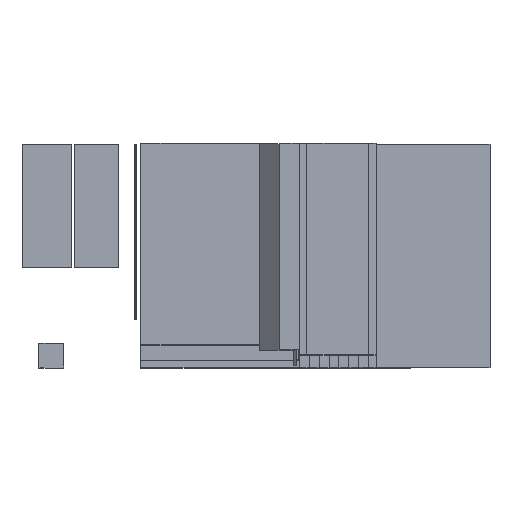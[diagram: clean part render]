
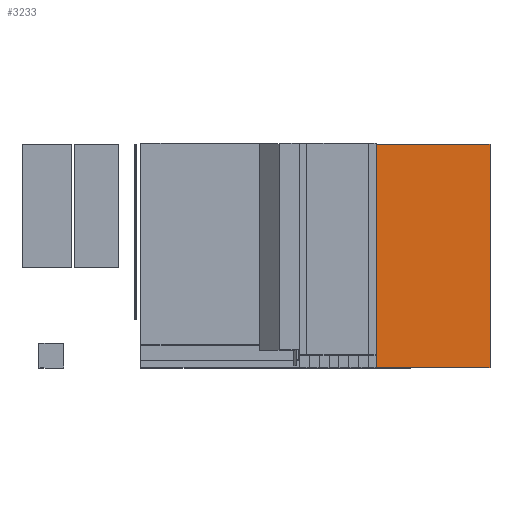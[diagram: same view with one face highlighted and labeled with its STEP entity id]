
A CAD part, top view. The second image highlights one B-rep face of the part: STEP entity #3233.
In plain terms, the highlighted planar face has unit normal (0, 0, 1).
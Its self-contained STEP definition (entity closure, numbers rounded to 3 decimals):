
#3233=ADVANCED_FACE('',(#6253),#6254,.T.);
#6253=FACE_OUTER_BOUND('',#10214,.T.);
#6254=PLANE('',#10215);
#10214=EDGE_LOOP('',(#14680,#14681,#14682,#14683));
#10215=AXIS2_PLACEMENT_3D('',#14684,#14685,#14686);
#14680=ORIENTED_EDGE('',*,*,#21520,.T.);
#14681=ORIENTED_EDGE('',*,*,#21586,.F.);
#14682=ORIENTED_EDGE('',*,*,#21587,.F.);
#14683=ORIENTED_EDGE('',*,*,#21588,.T.);
#14684=CARTESIAN_POINT('',(531.0,5.0,675.));
#14685=DIRECTION('',(0.,0.0,1.0));
#14686=DIRECTION('',(0.0,-1.0,0.0));
#21520=EDGE_CURVE('',#25388,#25386,#25389,.T.);
#21586=EDGE_CURVE('',#25491,#25386,#25492,.T.);
#21587=EDGE_CURVE('',#25493,#25491,#25494,.T.);
#21588=EDGE_CURVE('',#25493,#25388,#25495,.T.);
#25386=VERTEX_POINT('',#30665);
#25388=VERTEX_POINT('',#30668);
#25389=LINE('',#30669,#30670);
#25491=VERTEX_POINT('',#30819);
#25492=LINE('',#30820,#30821);
#25493=VERTEX_POINT('',#30822);
#25494=LINE('',#30823,#30824);
#25495=LINE('',#30825,#30826);
#30665=CARTESIAN_POINT('',(916.0,5.0,675.));
#30668=CARTESIAN_POINT('',(531.0,5.0,675.));
#30669=CARTESIAN_POINT('',(531.0,5.0,675.));
#30670=VECTOR('',#34941,1.0);
#30819=CARTESIAN_POINT('',(916.0,456.258,675.));
#30820=CARTESIAN_POINT('',(916.0,456.258,675.));
#30821=VECTOR('',#34989,1.0);
#30822=CARTESIAN_POINT('',(531.0,456.258,675.));
#30823=CARTESIAN_POINT('',(531.0,456.258,675.));
#30824=VECTOR('',#34990,1.0);
#30825=CARTESIAN_POINT('',(531.0,456.258,675.));
#30826=VECTOR('',#34991,1.0);
#34941=DIRECTION('',(1.0,0.0,0.));
#34989=DIRECTION('',(0.0,-1.0,0.0));
#34990=DIRECTION('',(1.0,0.0,0.));
#34991=DIRECTION('',(0.0,-1.0,0.0));
